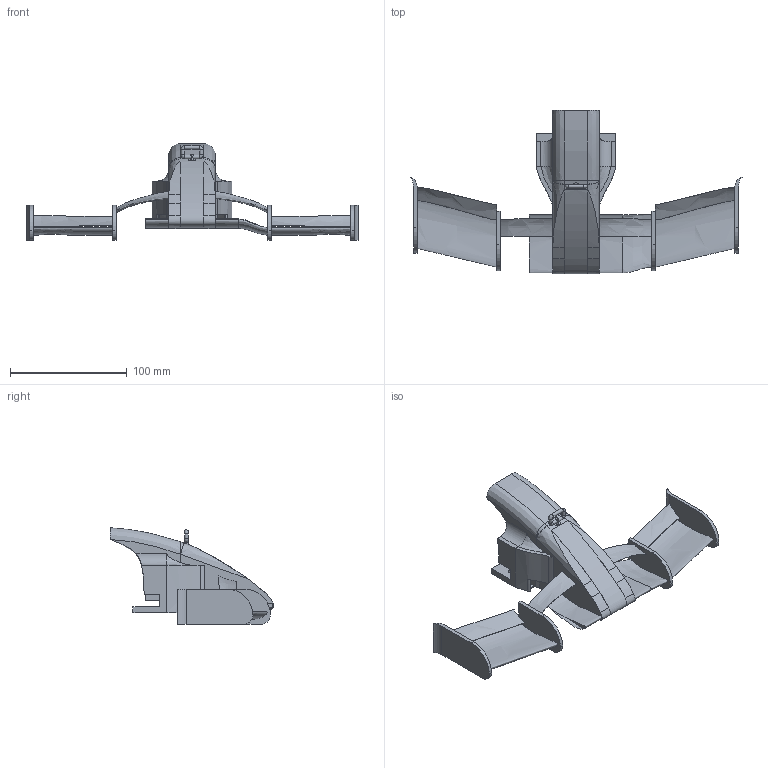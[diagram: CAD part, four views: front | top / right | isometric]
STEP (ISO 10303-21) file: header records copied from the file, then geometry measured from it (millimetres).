
FILE_DESCRIPTION(/* description */ (''),/* implementation_level */ '2;1');
FILE_NAME(/* name */ '',/* time_stamp */ '2024-10-31T20:03:49+08:00',/* author */ (''),/* organization */ (''),/* preprocessor_version */ 'ST-DEVELOPER v20',/* originating_system */ 'Autodesk Translation Framework v13.20.0.188',/* authorisation */ '');
FILE_SCHEMA (('AUTOMOTIVE_DESIGN { 1 0 10303 214 3 1 1 }'));
Length unit declared in the file: millimetre
Products named in the file (1): 前翼
Bounding box: 284 x 139.66 x 82.49 mm (x, y, z)
Volume: 308946.9 mm3; surface area: 85570.9 mm2
Topology: 5 solids, 5 shells, 208 faces, 538 edges, 336 vertices
Faces by surface type: plane 98, bspline 61, cylinder 43, torus 4, sphere 2
Full cylindrical faces by diameter (mm): 3 x5, 4.1 x2
Entity records: 23129 total; most frequent: CARTESIAN_POINT 18458, ORIENTED_EDGE 1068, DIRECTION 792, EDGE_CURVE 534, VERTEX_POINT 336, LINE 268, VECTOR 268, AXIS2_PLACEMENT_3D 262
